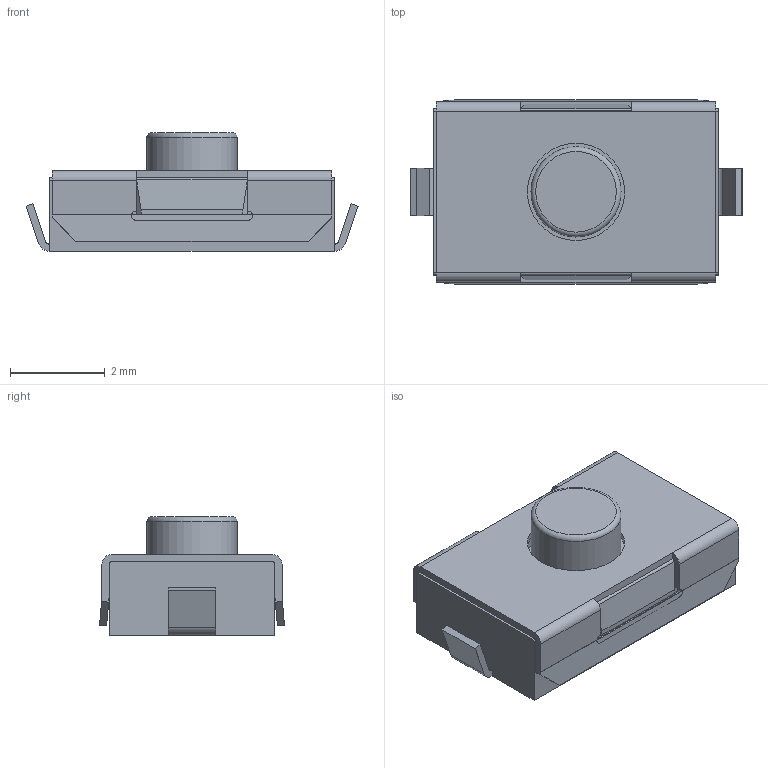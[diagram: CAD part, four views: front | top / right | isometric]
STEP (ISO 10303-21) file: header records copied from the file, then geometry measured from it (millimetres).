
FILE_DESCRIPTION( ( 'Unknown' ), '1' );
FILE_NAME( '4341x30258xx.stp', 'Unknown', ( 'Unknown' ), ( 'Unknown' ), 'XStep 1.0', 'Unknown', ' ' );
FILE_SCHEMA( ( 'automotive_design' ) );
Length unit declared in the file: millimetre
Products named in the file (5): Assem1; base; top cover; pins
Bounding box: 7 x 3.9 x 2.5 mm (x, y, z)
Volume: 65.5 mm3; surface area: 337.9 mm2
Topology: 8 solids, 8 shells, 250 faces, 650 edges, 412 vertices
Faces by surface type: plane 168, cylinder 72, bspline 8, torus 2
Full cylindrical faces by diameter (mm): 1.9 x2, 2.05 x2
Entity records: 4274 total; most frequent: CARTESIAN_POINT 772, ORIENTED_EDGE 642, DIRECTION 638, EDGE_CURVE 321, LINE 240, VECTOR 240, VERTEX_POINT 205, AXIS2_PLACEMENT_3D 199
